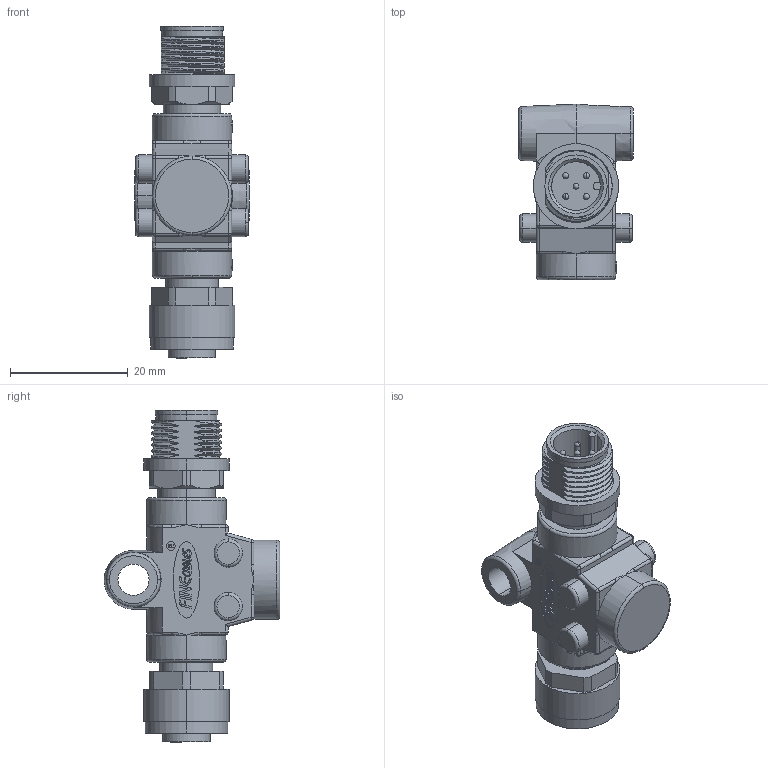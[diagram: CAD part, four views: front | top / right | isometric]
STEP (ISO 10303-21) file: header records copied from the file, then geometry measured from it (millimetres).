
FILE_DESCRIPTION (( 'STEP AP203' ), '1' );
FILE_NAME ('P255.STEP', '2020-03-31T06:46:56', ( 'edpusr' ), ( 'Microsoft' ), 'SwSTEP 2.0', 'SolidWorks 2015', '' );
FILE_SCHEMA (( 'CONFIG_CONTROL_DESIGN' ));
Length unit declared in the file: millimetre
Products named in the file (1): P255
Bounding box: 19.5 x 29.9 x 56.5 mm (x, y, z)
Volume: 9716.8 mm3; surface area: 6005.9 mm2
Topology: 3 solids, 3 shells, 812 faces, 2177 edges, 1392 vertices
Faces by surface type: plane 369, cylinder 307, bspline 73, cone 32, torus 22, sphere 9
Entity records: 33520 total; most frequent: CARTESIAN_POINT 13612, ORIENTED_EDGE 4276, DIRECTION 4027, EDGE_CURVE 2138, AXIS2_PLACEMENT_3D 1400, VERTEX_POINT 1392, VECTOR 1227, LINE 1227
